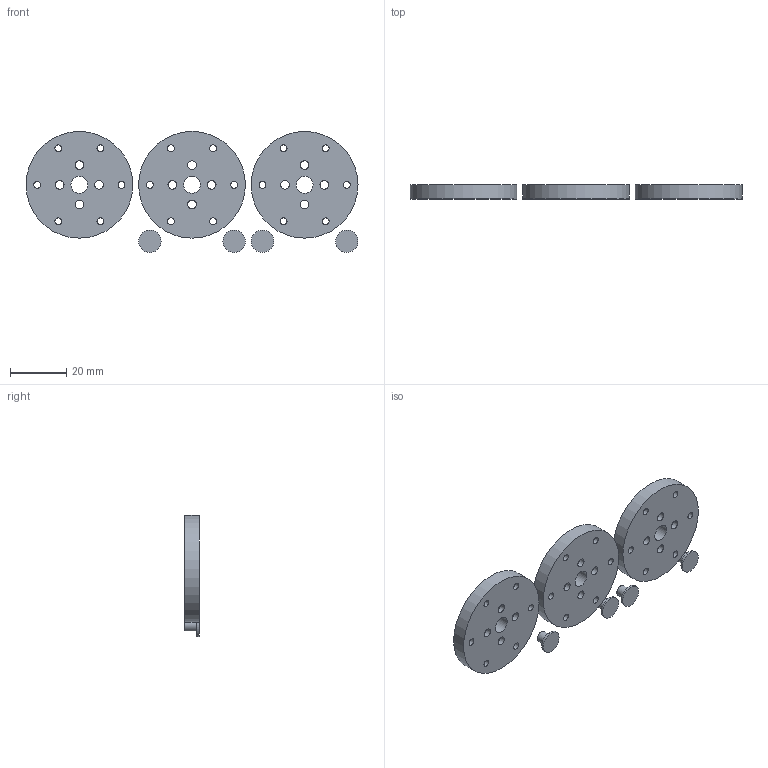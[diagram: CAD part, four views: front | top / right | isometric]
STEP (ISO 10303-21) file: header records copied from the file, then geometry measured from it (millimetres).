
FILE_DESCRIPTION(/* description */ (''),/* implementation_level */ '2;1');
FILE_NAME(/* name */ 'Leg_Waist_t5_CAM.stp',/* time_stamp */ '2025-04-27T04:27:31+09:00',/* author */ ('rei_r'),/* organization */ (''),/* preprocessor_version */ 'ST-DEVELOPER v19.2',/* originating_system */ 'Autodesk Inventor 2023',/* authorisation */ '');
FILE_SCHEMA (('AUTOMOTIVE_DESIGN { 1 0 10303 214 3 1 1 }'));
Length unit declared in the file: millimetre
Products named in the file (4): Leg_t5_CAM; Part10; roll_free_horn_axis_2; waist_spacer
Assembly tree (7 placements, depth 2):
  Leg_t5_CAM
    roll_free_horn_axis_2  x4
    Part10  x2
    waist_spacer
Bounding box: 118.2 x 5 x 43.12 mm (x, y, z)
Volume: 15325.6 mm3; surface area: 10655.1 mm2
Topology: 7 solids, 7 shells, 86 faces, 168 edges, 112 vertices
Faces by surface type: cylinder 56, plane 30
Full cylindrical faces by diameter (mm): 2.459 x18, 3.1 x12, 4 x4, 6 x15, 8 x4, 38 x3
Entity records: 1618 total; most frequent: DIRECTION 290, CARTESIAN_POINT 230, ORIENTED_EDGE 204, AXIS2_PLACEMENT_3D 128, EDGE_LOOP 102, EDGE_CURVE 102, CIRCLE 68, VERTEX_POINT 68
